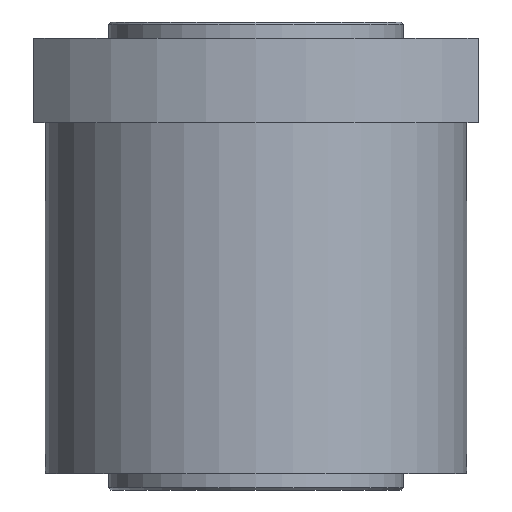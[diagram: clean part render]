
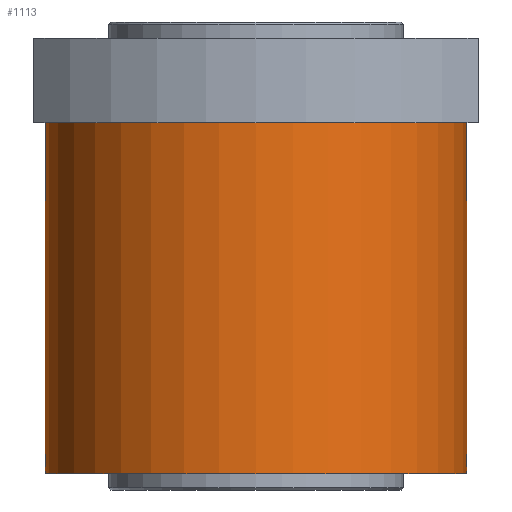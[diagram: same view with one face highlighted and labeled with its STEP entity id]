
A CAD part, front view. The second image highlights one B-rep face of the part: STEP entity #1113.
In plain terms, the highlighted cylindrical face has radius 45 mm (diameter 90 mm), a full revolution.
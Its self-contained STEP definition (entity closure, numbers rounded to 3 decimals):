
#147=B_SPLINE_CURVE_WITH_KNOTS('',3,(#1972,#1973,#1974,#1975,#1976,#1977,
#1978,#1979,#1980,#1981,#1982),.UNSPECIFIED.,.T.,.F.,(1,1,1,1,1,1,1,1,1,
1,1,1,1,1,1),(-0.004,-0.002,-0.001,
0.,0.001,0.002,0.004,0.005,
0.006,0.007,0.008,0.009,
0.011,0.012,0.013),.UNSPECIFIED.);
#148=B_SPLINE_CURVE_WITH_KNOTS('',3,(#1986,#1987,#1988,#1989,#1990,#1991,
#1992,#1993,#1994,#1995,#1996),.UNSPECIFIED.,.T.,.F.,(1,1,1,1,1,1,1,1,1,
1,1,1,1,1,1),(-0.004,-0.002,-0.001,
0.,0.001,0.002,0.004,0.005,
0.006,0.007,0.008,0.009,
0.011,0.012,0.013),.UNSPECIFIED.);
#257=ORIENTED_EDGE('',*,*,#540,.T.);
#258=ORIENTED_EDGE('',*,*,#541,.T.);
#259=ORIENTED_EDGE('',*,*,#542,.F.);
#260=ORIENTED_EDGE('',*,*,#543,.T.);
#540=EDGE_CURVE('',#662,#662,#750,.T.);
#541=EDGE_CURVE('',#663,#663,#147,.T.);
#542=EDGE_CURVE('',#664,#664,#751,.T.);
#543=EDGE_CURVE('',#665,#665,#148,.T.);
#662=VERTEX_POINT('',#1971);
#663=VERTEX_POINT('',#1983);
#664=VERTEX_POINT('',#1985);
#665=VERTEX_POINT('',#1997);
#750=CIRCLE('',#1238,45.);
#751=CIRCLE('',#1239,45.);
#819=EDGE_LOOP('',(#257));
#820=EDGE_LOOP('',(#258));
#821=EDGE_LOOP('',(#259));
#822=EDGE_LOOP('',(#260));
#945=FACE_BOUND('',#819,.T.);
#946=FACE_BOUND('',#820,.T.);
#947=FACE_BOUND('',#821,.T.);
#948=FACE_BOUND('',#822,.T.);
#1051=CYLINDRICAL_SURFACE('',#1237,45.);
#1113=ADVANCED_FACE('',(#945,#946,#947,#948),#1051,.T.);
#1237=AXIS2_PLACEMENT_3D('',#1969,#1465,#1466);
#1238=AXIS2_PLACEMENT_3D('',#1970,#1467,#1468);
#1239=AXIS2_PLACEMENT_3D('',#1984,#1469,#1470);
#1465=DIRECTION('',(0.,0.,-1.));
#1466=DIRECTION('',(-1.,0.,0.));
#1467=DIRECTION('',(0.,0.,-1.));
#1468=DIRECTION('',(-1.,0.,0.));
#1469=DIRECTION('',(0.,0.,-1.));
#1470=DIRECTION('',(-1.,0.,0.));
#1969=CARTESIAN_POINT('',(0.,0.,0.));
#1970=CARTESIAN_POINT('',(0.,0.,75.));
#1971=CARTESIAN_POINT('',(-45.,0.,75.));
#1972=CARTESIAN_POINT('',(44.987,-1.177,4.174));
#1973=CARTESIAN_POINT('',(45.006,0.,4.663));
#1974=CARTESIAN_POINT('',(44.987,1.176,4.175));
#1975=CARTESIAN_POINT('',(44.969,1.662,3.001));
#1976=CARTESIAN_POINT('',(44.987,1.176,1.825));
#1977=CARTESIAN_POINT('',(45.006,0.,1.338));
#1978=CARTESIAN_POINT('',(44.988,-1.174,1.823));
#1979=CARTESIAN_POINT('',(44.969,-1.662,2.998));
#1980=CARTESIAN_POINT('',(44.987,-1.177,4.174));
#1981=CARTESIAN_POINT('',(45.006,0.,4.663));
#1982=CARTESIAN_POINT('',(44.987,1.176,4.175));
#1983=CARTESIAN_POINT('',(45.,0.,4.5));
#1984=CARTESIAN_POINT('',(0.,0.,0.));
#1985=CARTESIAN_POINT('',(-45.,0.,0.));
#1986=CARTESIAN_POINT('',(-44.987,1.177,4.174));
#1987=CARTESIAN_POINT('',(-45.006,0.,4.663));
#1988=CARTESIAN_POINT('',(-44.987,-1.176,4.175));
#1989=CARTESIAN_POINT('',(-44.969,-1.662,3.001));
#1990=CARTESIAN_POINT('',(-44.987,-1.176,1.825));
#1991=CARTESIAN_POINT('',(-45.006,0.,1.338));
#1992=CARTESIAN_POINT('',(-44.988,1.174,1.823));
#1993=CARTESIAN_POINT('',(-44.969,1.662,2.998));
#1994=CARTESIAN_POINT('',(-44.987,1.177,4.174));
#1995=CARTESIAN_POINT('',(-45.006,0.,4.663));
#1996=CARTESIAN_POINT('',(-44.987,-1.176,4.175));
#1997=CARTESIAN_POINT('',(-45.,0.,4.5));
